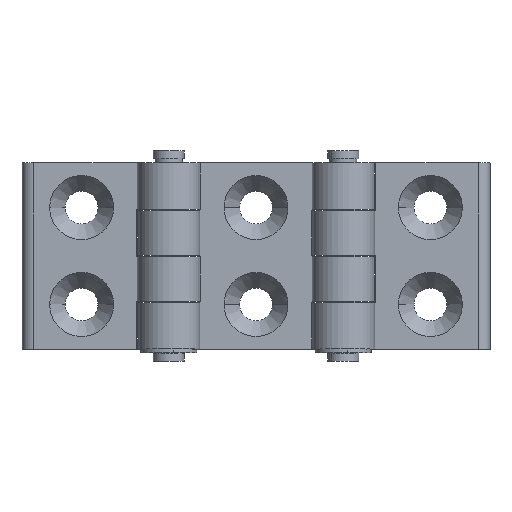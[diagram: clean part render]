
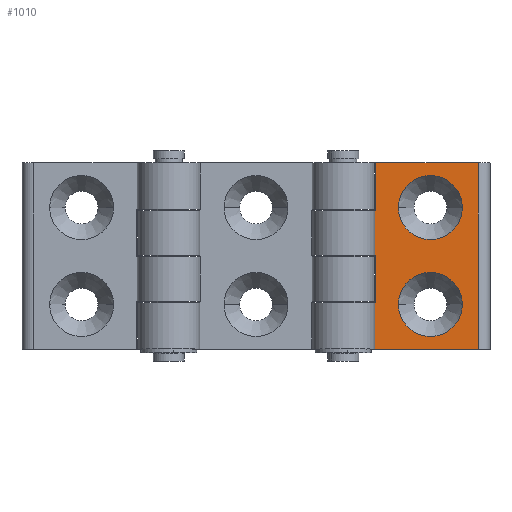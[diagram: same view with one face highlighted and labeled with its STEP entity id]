
A CAD part, top view. The second image highlights one B-rep face of the part: STEP entity #1010.
In plain terms, the highlighted planar face has unit normal (0, 0, 1).
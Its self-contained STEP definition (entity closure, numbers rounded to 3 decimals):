
#36 = CARTESIAN_POINT ( 'NONE',  ( -11.625, 0.2, 3.1 ) ) ;
#45 = EDGE_LOOP ( 'NONE', ( #1498, #693, #2478, #1112, #1508, #2111, #2981, #1818, #964, #1123 ) ) ;
#98 = CARTESIAN_POINT ( 'NONE',  ( -11.625, 11.7, 3.1 ) ) ;
#107 = CARTESIAN_POINT ( 'NONE',  ( 0., 0., 3.1 ) ) ;
#125 = VECTOR ( 'NONE', #3138, 1000. ) ;
#145 = DIRECTION ( 'NONE',  ( 0., 0., -1. ) ) ;
#155 = CARTESIAN_POINT ( 'NONE',  ( -12.125, -24., 3.1 ) ) ;
#171 = VERTEX_POINT ( 'NONE', #214 ) ;
#174 = EDGE_CURVE ( 'NONE', #667, #2333, #770, .T. ) ;
#200 = LINE ( 'NONE', #155, #2354 ) ;
#214 = CARTESIAN_POINT ( 'NONE',  ( -12.125, -24., 3.1 ) ) ;
#243 = CARTESIAN_POINT ( 'NONE',  ( 0., 0.2, 3.1 ) ) ;
#274 = VECTOR ( 'NONE', #629, 1000. ) ;
#313 = EDGE_CURVE ( 'NONE', #2333, #667, #1157, .T. ) ;
#333 = ORIENTED_EDGE ( 'NONE', *, *, #650, .F. ) ;
#405 = FACE_OUTER_BOUND ( 'NONE', #45, .T. ) ;
#455 = ORIENTED_EDGE ( 'NONE', *, *, #313, .T. ) ;
#546 = DIRECTION ( 'NONE',  ( 0., 1., 0. ) ) ;
#550 = DIRECTION ( 'NONE',  ( 1., 0., 0. ) ) ;
#572 = DIRECTION ( 'NONE',  ( 0., 0., -1. ) ) ;
#581 = LINE ( 'NONE', #243, #617 ) ;
#583 = VERTEX_POINT ( 'NONE', #3027 ) ;
#606 = VECTOR ( 'NONE', #692, 1000. ) ;
#607 = CARTESIAN_POINT ( 'NONE',  ( 2.5, 12.5, 3.1 ) ) ;
#617 = VECTOR ( 'NONE', #1271, 1000. ) ;
#626 = EDGE_CURVE ( 'NONE', #1399, #2689, #581, .T. ) ;
#629 = DIRECTION ( 'NONE',  ( -1., 0., 0. ) ) ;
#650 = EDGE_CURVE ( 'NONE', #583, #1130, #2153, .T. ) ;
#662 = VERTEX_POINT ( 'NONE', #98 ) ;
#667 = VERTEX_POINT ( 'NONE', #856 ) ;
#690 = CARTESIAN_POINT ( 'NONE',  ( 10.75, 12.5, 3.1 ) ) ;
#692 = DIRECTION ( 'NONE',  ( 0., -1., 0. ) ) ;
#693 = ORIENTED_EDGE ( 'NONE', *, *, #1952, .T. ) ;
#742 = CARTESIAN_POINT ( 'NONE',  ( -5.75, -12.5, 3.1 ) ) ;
#770 = CIRCLE ( 'NONE', #1515, 8.25 ) ;
#805 = CARTESIAN_POINT ( 'NONE',  ( 2.5, -12.5, 3.1 ) ) ;
#849 = DIRECTION ( 'NONE',  ( 0., -1., 0. ) ) ;
#856 = CARTESIAN_POINT ( 'NONE',  ( 10.75, -12.5, 3.1 ) ) ;
#886 = DIRECTION ( 'NONE',  ( 0., -1., 0. ) ) ;
#898 = CARTESIAN_POINT ( 'NONE',  ( -12.125, 24., 3.1 ) ) ;
#954 = VERTEX_POINT ( 'NONE', #2148 ) ;
#964 = ORIENTED_EDGE ( 'NONE', *, *, #1939, .F. ) ;
#1010 = ADVANCED_FACE ( 'NONE', ( #2439, #1672, #405 ), #1641, .T. ) ;
#1050 = CIRCLE ( 'NONE', #1069, 8.25 ) ;
#1069 = AXIS2_PLACEMENT_3D ( 'NONE', #607, #2387, #2888 ) ;
#1070 = VERTEX_POINT ( 'NONE', #2194 ) ;
#1073 = LINE ( 'NONE', #1619, #1505 ) ;
#1077 = CARTESIAN_POINT ( 'NONE',  ( -11.625, 24., 3.1 ) ) ;
#1092 = ORIENTED_EDGE ( 'NONE', *, *, #1520, .F. ) ;
#1112 = ORIENTED_EDGE ( 'NONE', *, *, #2654, .T. ) ;
#1123 = ORIENTED_EDGE ( 'NONE', *, *, #2908, .T. ) ;
#1130 = VERTEX_POINT ( 'NONE', #690 ) ;
#1138 = DIRECTION ( 'NONE',  ( 1., 0., 0. ) ) ;
#1157 = CIRCLE ( 'NONE', #1983, 8.25 ) ;
#1230 = VERTEX_POINT ( 'NONE', #1077 ) ;
#1240 = VECTOR ( 'NONE', #849, 1000. ) ;
#1271 = DIRECTION ( 'NONE',  ( 1., 0., 0. ) ) ;
#1308 = VECTOR ( 'NONE', #2582, 1000. ) ;
#1364 = CARTESIAN_POINT ( 'NONE',  ( -12.125, 0.2, 3.1 ) ) ;
#1384 = DIRECTION ( 'NONE',  ( 0., 0., 1. ) ) ;
#1386 = CARTESIAN_POINT ( 'NONE',  ( -11.625, 0., 3.1 ) ) ;
#1389 = CARTESIAN_POINT ( 'NONE',  ( 2.5, 12.5, 3.1 ) ) ;
#1399 = VERTEX_POINT ( 'NONE', #1364 ) ;
#1467 = VECTOR ( 'NONE', #3087, 1000. ) ;
#1498 = ORIENTED_EDGE ( 'NONE', *, *, #2531, .T. ) ;
#1505 = VECTOR ( 'NONE', #546, 1000. ) ;
#1508 = ORIENTED_EDGE ( 'NONE', *, *, #3201, .F. ) ;
#1515 = AXIS2_PLACEMENT_3D ( 'NONE', #2173, #572, #2837 ) ;
#1520 = EDGE_CURVE ( 'NONE', #1130, #583, #1050, .T. ) ;
#1619 = CARTESIAN_POINT ( 'NONE',  ( 14.875, 24., 3.1 ) ) ;
#1620 = CARTESIAN_POINT ( 'NONE',  ( 14.875, 24., 3.1 ) ) ;
#1641 = PLANE ( 'NONE',  #2203 ) ;
#1647 = EDGE_CURVE ( 'NONE', #1982, #1399, #2096, .T. ) ;
#1672 = FACE_BOUND ( 'NONE', #1860, .T. ) ;
#1814 = VECTOR ( 'NONE', #886, 1000. ) ;
#1818 = ORIENTED_EDGE ( 'NONE', *, *, #2393, .T. ) ;
#1820 = LINE ( 'NONE', #2812, #125 ) ;
#1860 = EDGE_LOOP ( 'NONE', ( #1092, #333 ) ) ;
#1939 = EDGE_CURVE ( 'NONE', #2420, #954, #1820, .T. ) ;
#1952 = EDGE_CURVE ( 'NONE', #1070, #3257, #1073, .T. ) ;
#1982 = VERTEX_POINT ( 'NONE', #2054 ) ;
#1983 = AXIS2_PLACEMENT_3D ( 'NONE', #805, #145, #550 ) ;
#1999 = ORIENTED_EDGE ( 'NONE', *, *, #174, .T. ) ;
#2054 = CARTESIAN_POINT ( 'NONE',  ( -12.125, 11.7, 3.1 ) ) ;
#2096 = LINE ( 'NONE', #3113, #1240 ) ;
#2111 = ORIENTED_EDGE ( 'NONE', *, *, #1647, .T. ) ;
#2148 = CARTESIAN_POINT ( 'NONE',  ( -11.625, -12.1, 3.1 ) ) ;
#2153 = CIRCLE ( 'NONE', #2832, 8.25 ) ;
#2173 = CARTESIAN_POINT ( 'NONE',  ( 2.5, -12.5, 3.1 ) ) ;
#2194 = CARTESIAN_POINT ( 'NONE',  ( 14.875, -24., 3.1 ) ) ;
#2197 = LINE ( 'NONE', #3216, #606 ) ;
#2203 = AXIS2_PLACEMENT_3D ( 'NONE', #107, #1384, #3194 ) ;
#2333 = VERTEX_POINT ( 'NONE', #742 ) ;
#2354 = VECTOR ( 'NONE', #3181, 1000. ) ;
#2379 = DIRECTION ( 'NONE',  ( 0., 0., 1. ) ) ;
#2387 = DIRECTION ( 'NONE',  ( 0., 0., 1. ) ) ;
#2392 = CARTESIAN_POINT ( 'NONE',  ( -12.125, -12.1, 3.1 ) ) ;
#2393 = EDGE_CURVE ( 'NONE', #2689, #954, #2408, .T. ) ;
#2408 = LINE ( 'NONE', #1386, #1814 ) ;
#2420 = VERTEX_POINT ( 'NONE', #2392 ) ;
#2439 = FACE_BOUND ( 'NONE', #2538, .T. ) ;
#2478 = ORIENTED_EDGE ( 'NONE', *, *, #2479, .T. ) ;
#2479 = EDGE_CURVE ( 'NONE', #3257, #1230, #3149, .T. ) ;
#2531 = EDGE_CURVE ( 'NONE', #171, #1070, #200, .T. ) ;
#2538 = EDGE_LOOP ( 'NONE', ( #1999, #455 ) ) ;
#2582 = DIRECTION ( 'NONE',  ( 0., -1., 0. ) ) ;
#2606 = CARTESIAN_POINT ( 'NONE',  ( 0., 11.7, 3.1 ) ) ;
#2654 = EDGE_CURVE ( 'NONE', #1230, #662, #2197, .T. ) ;
#2689 = VERTEX_POINT ( 'NONE', #36 ) ;
#2812 = CARTESIAN_POINT ( 'NONE',  ( 0., -12.1, 3.1 ) ) ;
#2832 = AXIS2_PLACEMENT_3D ( 'NONE', #1389, #2379, #1138 ) ;
#2837 = DIRECTION ( 'NONE',  ( 1., 0., 0. ) ) ;
#2888 = DIRECTION ( 'NONE',  ( 1., 0., 0. ) ) ;
#2893 = CARTESIAN_POINT ( 'NONE',  ( -12.125, 24., 3.1 ) ) ;
#2908 = EDGE_CURVE ( 'NONE', #2420, #171, #3164, .T. ) ;
#2981 = ORIENTED_EDGE ( 'NONE', *, *, #626, .T. ) ;
#3027 = CARTESIAN_POINT ( 'NONE',  ( -5.75, 12.5, 3.1 ) ) ;
#3054 = LINE ( 'NONE', #2606, #1467 ) ;
#3087 = DIRECTION ( 'NONE',  ( 1., 0., 0. ) ) ;
#3113 = CARTESIAN_POINT ( 'NONE',  ( -12.125, 24., 3.1 ) ) ;
#3138 = DIRECTION ( 'NONE',  ( 1., 0., 0. ) ) ;
#3149 = LINE ( 'NONE', #2893, #274 ) ;
#3164 = LINE ( 'NONE', #898, #1308 ) ;
#3181 = DIRECTION ( 'NONE',  ( 1., 0., 0. ) ) ;
#3194 = DIRECTION ( 'NONE',  ( 1., 0., 0. ) ) ;
#3201 = EDGE_CURVE ( 'NONE', #1982, #662, #3054, .T. ) ;
#3216 = CARTESIAN_POINT ( 'NONE',  ( -11.625, 0., 3.1 ) ) ;
#3257 = VERTEX_POINT ( 'NONE', #1620 ) ;
